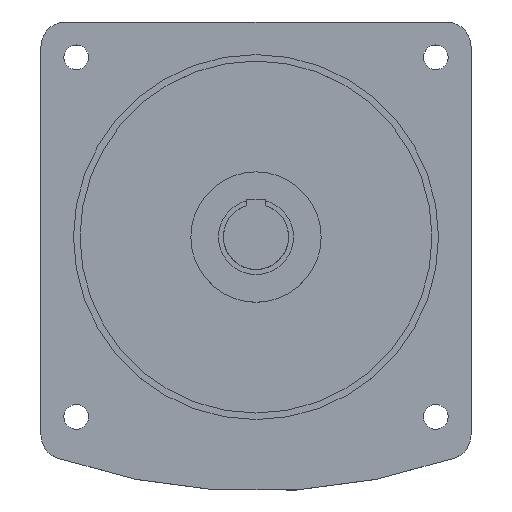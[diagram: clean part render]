
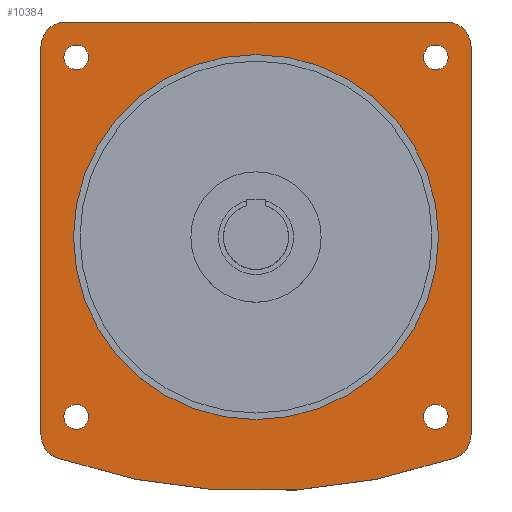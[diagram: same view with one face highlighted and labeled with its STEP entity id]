
A CAD part, top view. The second image highlights one B-rep face of the part: STEP entity #10384.
In plain terms, the highlighted planar face has unit normal (0, 0, 1).
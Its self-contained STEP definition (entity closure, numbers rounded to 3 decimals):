
#40=PLANE($,#11058);
#595=LINE($,#15073,#1795);
#596=LINE($,#15077,#1796);
#597=LINE($,#15081,#1797);
#1795=VECTOR($,#12047,297.643);
#1796=VECTOR($,#12050,292.);
#1797=VECTOR($,#12053,297.643);
#2998=FACE_BOUND($,#3798,.T.);
#2999=FACE_BOUND($,#3799,.T.);
#3000=FACE_BOUND($,#3800,.T.);
#3001=FACE_BOUND($,#3801,.T.);
#3002=FACE_BOUND($,#3802,.T.);
#3153=FACE_OUTER_BOUND($,#3797,.T.);
#3797=EDGE_LOOP($,(#7386,#7387,#7388,#7389,#7390,#7391,#7392,#7393));
#3798=EDGE_LOOP($,(#7394));
#3799=EDGE_LOOP($,(#7395));
#3800=EDGE_LOOP($,(#7396));
#3801=EDGE_LOOP($,(#7397));
#3802=EDGE_LOOP($,(#7398));
#4555=CIRCLE($,#11021,9.5);
#4557=CIRCLE($,#11024,9.5);
#4559=CIRCLE($,#11027,9.5);
#4561=CIRCLE($,#11030,9.5);
#4565=CIRCLE($,#11036,140.);
#4583=CIRCLE($,#11059,19.);
#4584=CIRCLE($,#11060,19.);
#4585=CIRCLE($,#11061,19.);
#4586=CIRCLE($,#11062,468.75);
#4587=CIRCLE($,#11063,19.);
#4835=VERTEX_POINT($,#14972);
#4837=VERTEX_POINT($,#14977);
#4839=VERTEX_POINT($,#14982);
#4841=VERTEX_POINT($,#14987);
#4845=VERTEX_POINT($,#14997);
#4878=VERTEX_POINT($,#15071);
#4879=VERTEX_POINT($,#15072);
#4880=VERTEX_POINT($,#15074);
#4881=VERTEX_POINT($,#15076);
#4882=VERTEX_POINT($,#15078);
#4883=VERTEX_POINT($,#15080);
#4884=VERTEX_POINT($,#15082);
#4885=VERTEX_POINT($,#15084);
#5849=EDGE_CURVE($,#4835,#4835,#4555,.T.);
#5851=EDGE_CURVE($,#4837,#4837,#4557,.T.);
#5853=EDGE_CURVE($,#4839,#4839,#4559,.T.);
#5855=EDGE_CURVE($,#4841,#4841,#4561,.T.);
#5859=EDGE_CURVE($,#4845,#4845,#4565,.T.);
#5895=EDGE_CURVE($,#4878,#4879,#595,.T.);
#5896=EDGE_CURVE($,#4879,#4880,#4583,.T.);
#5897=EDGE_CURVE($,#4880,#4881,#596,.T.);
#5898=EDGE_CURVE($,#4881,#4882,#4584,.T.);
#5899=EDGE_CURVE($,#4882,#4883,#597,.T.);
#5900=EDGE_CURVE($,#4883,#4884,#4585,.T.);
#5901=EDGE_CURVE($,#4884,#4885,#4586,.T.);
#5902=EDGE_CURVE($,#4885,#4878,#4587,.T.);
#7386=ORIENTED_EDGE($,*,*,#5895,.T.);
#7387=ORIENTED_EDGE($,*,*,#5896,.T.);
#7388=ORIENTED_EDGE($,*,*,#5897,.T.);
#7389=ORIENTED_EDGE($,*,*,#5898,.T.);
#7390=ORIENTED_EDGE($,*,*,#5899,.T.);
#7391=ORIENTED_EDGE($,*,*,#5900,.T.);
#7392=ORIENTED_EDGE($,*,*,#5901,.T.);
#7393=ORIENTED_EDGE($,*,*,#5902,.T.);
#7394=ORIENTED_EDGE($,*,*,#5859,.F.);
#7395=ORIENTED_EDGE($,*,*,#5849,.F.);
#7396=ORIENTED_EDGE($,*,*,#5851,.F.);
#7397=ORIENTED_EDGE($,*,*,#5853,.F.);
#7398=ORIENTED_EDGE($,*,*,#5855,.F.);
#10384=ADVANCED_FACE($,(#3153,#2998,#2999,#3000,#3001,#3002),#40,.T.);
#11021=AXIS2_PLACEMENT_3D($,#14973,#11953,#11954);
#11024=AXIS2_PLACEMENT_3D($,#14978,#11959,#11960);
#11027=AXIS2_PLACEMENT_3D($,#14983,#11965,#11966);
#11030=AXIS2_PLACEMENT_3D($,#14988,#11971,#11972);
#11036=AXIS2_PLACEMENT_3D($,#14998,#11983,#11984);
#11058=AXIS2_PLACEMENT_3D($,#15070,#12045,#12046);
#11059=AXIS2_PLACEMENT_3D($,#15075,#12048,#12049);
#11060=AXIS2_PLACEMENT_3D($,#15079,#12051,#12052);
#11061=AXIS2_PLACEMENT_3D($,#15083,#12054,#12055);
#11062=AXIS2_PLACEMENT_3D($,#15085,#12056,#12057);
#11063=AXIS2_PLACEMENT_3D($,#15086,#12058,#12059);
#11953=DIRECTION('center_axis',(0.,0.,1.));
#11954=DIRECTION('ref_axis',(0.,1.,0.));
#11959=DIRECTION('center_axis',(0.,0.,1.));
#11960=DIRECTION('ref_axis',(-1.,0.,0.));
#11965=DIRECTION('center_axis',(0.,0.,1.));
#11966=DIRECTION('ref_axis',(0.,-1.,0.));
#11971=DIRECTION('center_axis',(0.,0.,1.));
#11972=DIRECTION('ref_axis',(1.,0.,0.));
#11983=DIRECTION('center_axis',(0.,0.,1.));
#11984=DIRECTION('ref_axis',(1.,0.,0.));
#12045=DIRECTION('center_axis',(0.,0.,1.));
#12046=DIRECTION('ref_axis',(1.,0.,0.));
#12047=DIRECTION($,(0.,1.,0.));
#12048=DIRECTION('center_axis',(0.,0.,1.));
#12049=DIRECTION('ref_axis',(1.,0.,0.));
#12050=DIRECTION($,(-1.,0.,0.));
#12051=DIRECTION('center_axis',(0.,0.,1.));
#12052=DIRECTION('ref_axis',(1.,0.,0.));
#12053=DIRECTION($,(0.,-1.,0.));
#12054=DIRECTION('center_axis',(0.,0.,1.));
#12055=DIRECTION('ref_axis',(1.,0.,0.));
#12056=DIRECTION('center_axis',(0.,0.,1.));
#12057=DIRECTION('ref_axis',(1.,0.,0.));
#12058=DIRECTION('center_axis',(0.,0.,1.));
#12059=DIRECTION('ref_axis',(1.,0.,0.));
#14972=CARTESIAN_POINT('',(-137.886,147.386,0.));
#14973=CARTESIAN_POINT('Origin',(-137.886,137.886,0.));
#14977=CARTESIAN_POINT('',(-147.386,-137.886,0.));
#14978=CARTESIAN_POINT('Origin',(-137.886,-137.886,0.));
#14982=CARTESIAN_POINT('',(137.886,-147.386,0.));
#14983=CARTESIAN_POINT('Origin',(137.886,-137.886,0.));
#14987=CARTESIAN_POINT('',(147.386,137.886,0.));
#14988=CARTESIAN_POINT('Origin',(137.886,137.886,0.));
#14997=CARTESIAN_POINT('',(-140.,0.,0.));
#14998=CARTESIAN_POINT('Origin',(0.,0.,0.));
#15070=CARTESIAN_POINT('Origin',(0.,273.75,0.));
#15071=CARTESIAN_POINT('',(165.,-151.643,0.));
#15072=CARTESIAN_POINT('',(165.,146.,0.));
#15073=CARTESIAN_POINT($,(165.,165.,0.));
#15074=CARTESIAN_POINT('',(146.,165.,0.));
#15075=CARTESIAN_POINT('Origin',(146.,146.,0.));
#15076=CARTESIAN_POINT('',(-146.,165.,0.));
#15077=CARTESIAN_POINT($,(-165.,165.,0.));
#15078=CARTESIAN_POINT('',(-165.,146.,0.));
#15079=CARTESIAN_POINT('Origin',(-146.,146.,0.));
#15080=CARTESIAN_POINT('',(-165.,-151.643,0.));
#15081=CARTESIAN_POINT($,(-165.,165.,0.));
#15082=CARTESIAN_POINT('',(-152.168,-169.614,0.));
#15083=CARTESIAN_POINT('Origin',(-146.,-151.643,0.));
#15084=CARTESIAN_POINT('',(152.168,-169.614,0.));
#15085=CARTESIAN_POINT('Origin',(0.,273.75,0.));
#15086=CARTESIAN_POINT('Origin',(146.,-151.643,0.));
